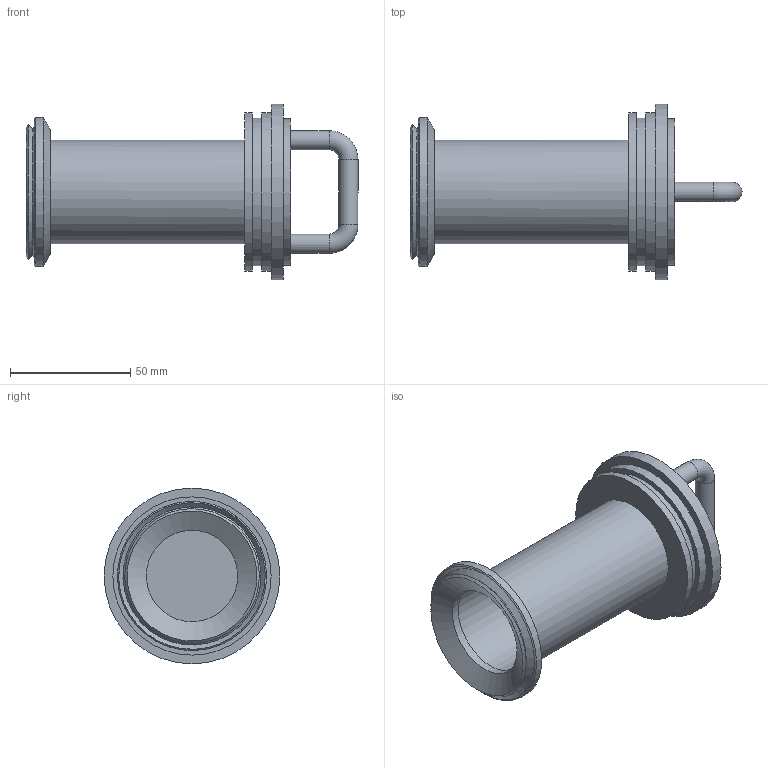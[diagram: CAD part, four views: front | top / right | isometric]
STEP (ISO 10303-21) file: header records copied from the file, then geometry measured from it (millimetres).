
FILE_DESCRIPTION((''),'2;1');
FILE_NAME('60302040X300.stp','2010-10-29T10:48:45',('Creator'),(''),'Autodesk Inventor 2010','Autodesk Inventor 2010','');
FILE_SCHEMA(('AUTOMOTIVE_DESIGN { 1 0 10303 214 1 1 1 1 }'));
Length unit declared in the file: millimetre
Products named in the file (1): 60302040X300
Bounding box: 138 x 73 x 73 mm (x, y, z)
Volume: 97040.2 mm3; surface area: 42934 mm2
Topology: 1 solids, 1 shells, 32 faces, 55 edges, 33 vertices
Faces by surface type: cylinder 13, plane 10, cone 7, torus 2
Full cylindrical faces by diameter (mm): 8 x3, 38 x1, 39 x1, 40 x1, 43 x1, 61 x1, 61.4 x1, 62 x1, 65.8 x2, 73 x1
Entity records: 694 total; most frequent: DIRECTION 130, CARTESIAN_POINT 97, AXIS2_PLACEMENT_3D 65, ORIENTED_EDGE 64, EDGE_LOOP 64, VERTEX_POINT 32, CIRCLE 32, EDGE_CURVE 32
